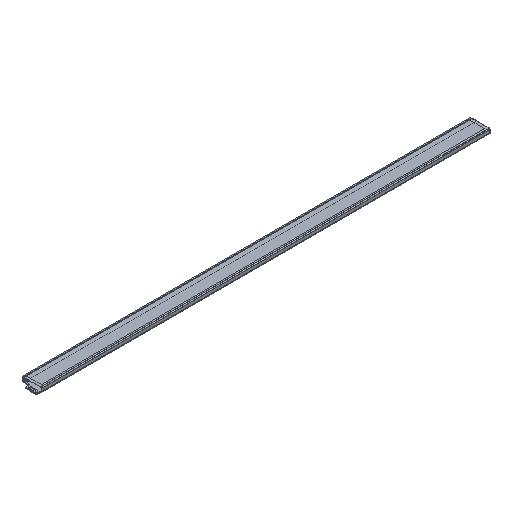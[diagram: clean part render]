
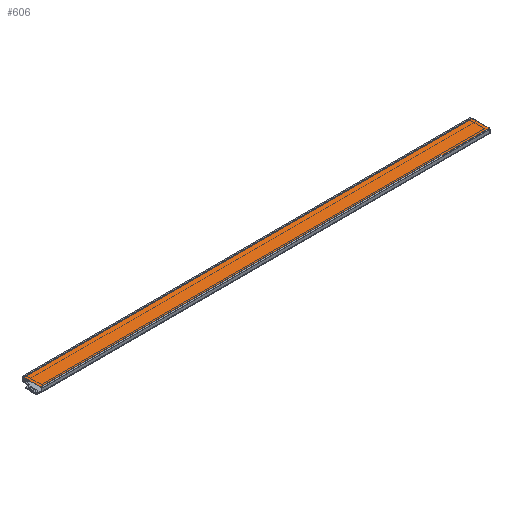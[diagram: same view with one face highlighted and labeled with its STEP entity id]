
A CAD part, isometric view. The second image highlights one B-rep face of the part: STEP entity #606.
In plain terms, the highlighted planar face has unit normal (0, 0, 1).
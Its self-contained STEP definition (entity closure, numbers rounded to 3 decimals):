
#10 = EDGE_CURVE ( 'NONE', #1817, #1000, #308, .T. ) ;
#15 = VECTOR ( 'NONE', #1245, 1000. ) ;
#277 = LINE ( 'NONE', #1396, #739 ) ;
#308 = LINE ( 'NONE', #1054, #15 ) ;
#453 = EDGE_CURVE ( 'NONE', #463, #1200, #766, .T. ) ;
#463 = VERTEX_POINT ( 'NONE', #980 ) ;
#543 = ORIENTED_EDGE ( 'NONE', *, *, #453, .T. ) ;
#578 = DIRECTION ( 'NONE',  ( -1., 0., 0. ) ) ;
#606 = ADVANCED_FACE ( 'NONE', ( #2163 ), #1829, .F. ) ;
#714 = EDGE_LOOP ( 'NONE', ( #543, #1111, #1286, #832 ) ) ;
#739 = VECTOR ( 'NONE', #1405, 1000. ) ;
#766 = LINE ( 'NONE', #1417, #1972 ) ;
#770 = CARTESIAN_POINT ( 'NONE',  ( 333.2, 0.7, 0. ) ) ;
#832 = ORIENTED_EDGE ( 'NONE', *, *, #2691, .T. ) ;
#980 = CARTESIAN_POINT ( 'NONE',  ( -2., 0.7, 0. ) ) ;
#990 = CARTESIAN_POINT ( 'NONE',  ( 0., 0., 0. ) ) ;
#1000 = VERTEX_POINT ( 'NONE', #1130 ) ;
#1054 = CARTESIAN_POINT ( 'NONE',  ( -2., 13.4, 0. ) ) ;
#1096 = LINE ( 'NONE', #2626, #2137 ) ;
#1111 = ORIENTED_EDGE ( 'NONE', *, *, #2602, .T. ) ;
#1130 = CARTESIAN_POINT ( 'NONE',  ( -2., 13.4, 0. ) ) ;
#1200 = VERTEX_POINT ( 'NONE', #770 ) ;
#1245 = DIRECTION ( 'NONE',  ( -1., 0., 0. ) ) ;
#1251 = DIRECTION ( 'NONE',  ( 0., 0., -1. ) ) ;
#1286 = ORIENTED_EDGE ( 'NONE', *, *, #10, .T. ) ;
#1396 = CARTESIAN_POINT ( 'NONE',  ( 333.2, 0., 0. ) ) ;
#1405 = DIRECTION ( 'NONE',  ( 0., 1., 0. ) ) ;
#1417 = CARTESIAN_POINT ( 'NONE',  ( -2., 0.7, 0. ) ) ;
#1817 = VERTEX_POINT ( 'NONE', #2241 ) ;
#1829 = PLANE ( 'NONE',  #2243 ) ;
#1972 = VECTOR ( 'NONE', #2449, 1000. ) ;
#2137 = VECTOR ( 'NONE', #2600, 1000. ) ;
#2163 = FACE_OUTER_BOUND ( 'NONE', #714, .T. ) ;
#2241 = CARTESIAN_POINT ( 'NONE',  ( 333.2, 13.4, 0. ) ) ;
#2243 = AXIS2_PLACEMENT_3D ( 'NONE', #990, #1251, #578 ) ;
#2449 = DIRECTION ( 'NONE',  ( 1., 0., 0. ) ) ;
#2600 = DIRECTION ( 'NONE',  ( 0., -1., 0. ) ) ;
#2602 = EDGE_CURVE ( 'NONE', #1200, #1817, #277, .T. ) ;
#2626 = CARTESIAN_POINT ( 'NONE',  ( -2., 0., 0. ) ) ;
#2691 = EDGE_CURVE ( 'NONE', #1000, #463, #1096, .T. ) ;
